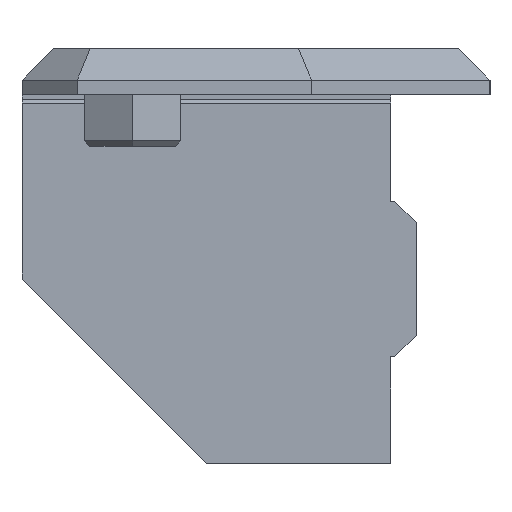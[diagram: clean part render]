
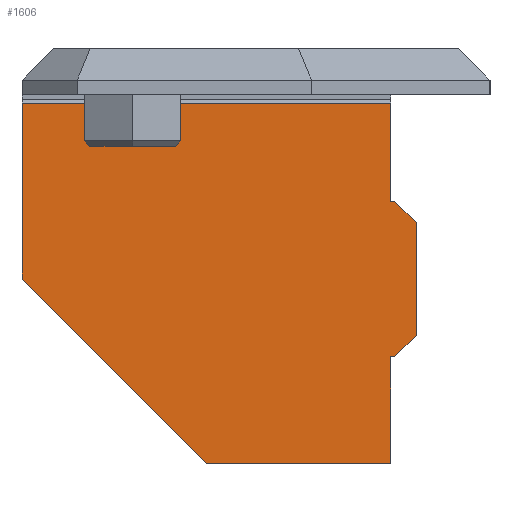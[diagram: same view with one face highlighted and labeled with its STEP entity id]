
A CAD part, front view. The second image highlights one B-rep face of the part: STEP entity #1606.
In plain terms, the highlighted planar face has unit normal (0, -1, 0).
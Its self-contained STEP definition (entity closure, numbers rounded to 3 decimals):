
#85=FACE_OUTER_BOUND('',#183,.T.);
#183=EDGE_LOOP('',(#1253,#1254,#1255,#1256,#1257,#1258,#1259,#1260,#1261,
#1262,#1263));
#250=LINE('',#2237,#462);
#255=LINE('',#2246,#467);
#267=LINE('',#2271,#479);
#361=LINE('',#2469,#573);
#362=LINE('',#2472,#574);
#364=LINE('',#2476,#576);
#365=LINE('',#2478,#577);
#366=LINE('',#2480,#578);
#367=LINE('',#2482,#579);
#368=LINE('',#2484,#580);
#369=LINE('',#2485,#581);
#462=VECTOR('',#1805,10.);
#467=VECTOR('',#1812,10.);
#479=VECTOR('',#1830,10.);
#573=VECTOR('',#2008,10.);
#574=VECTOR('',#2011,10.);
#576=VECTOR('',#2015,10.);
#577=VECTOR('',#2016,10.);
#578=VECTOR('',#2017,10.);
#579=VECTOR('',#2018,10.);
#580=VECTOR('',#2019,10.);
#581=VECTOR('',#2020,10.);
#671=VERTEX_POINT('',#2234);
#672=VERTEX_POINT('',#2236);
#675=VERTEX_POINT('',#2244);
#685=VERTEX_POINT('',#2270);
#747=VERTEX_POINT('',#2467);
#748=VERTEX_POINT('',#2471);
#749=VERTEX_POINT('',#2475);
#750=VERTEX_POINT('',#2477);
#751=VERTEX_POINT('',#2479);
#752=VERTEX_POINT('',#2481);
#753=VERTEX_POINT('',#2483);
#816=EDGE_CURVE('',#671,#672,#250,.T.);
#821=EDGE_CURVE('',#675,#671,#255,.T.);
#833=EDGE_CURVE('',#685,#672,#267,.T.);
#933=EDGE_CURVE('',#747,#685,#361,.T.);
#934=EDGE_CURVE('',#747,#748,#362,.T.);
#936=EDGE_CURVE('',#749,#675,#364,.T.);
#937=EDGE_CURVE('',#750,#749,#365,.T.);
#938=EDGE_CURVE('',#751,#750,#366,.T.);
#939=EDGE_CURVE('',#752,#751,#367,.T.);
#940=EDGE_CURVE('',#753,#752,#368,.T.);
#941=EDGE_CURVE('',#748,#753,#369,.T.);
#1253=ORIENTED_EDGE('',*,*,#816,.F.);
#1254=ORIENTED_EDGE('',*,*,#821,.F.);
#1255=ORIENTED_EDGE('',*,*,#936,.F.);
#1256=ORIENTED_EDGE('',*,*,#937,.F.);
#1257=ORIENTED_EDGE('',*,*,#938,.F.);
#1258=ORIENTED_EDGE('',*,*,#939,.F.);
#1259=ORIENTED_EDGE('',*,*,#940,.F.);
#1260=ORIENTED_EDGE('',*,*,#941,.F.);
#1261=ORIENTED_EDGE('',*,*,#934,.F.);
#1262=ORIENTED_EDGE('',*,*,#933,.T.);
#1263=ORIENTED_EDGE('',*,*,#833,.T.);
#1513=PLANE('',#1728);
#1606=ADVANCED_FACE('',(#85),#1513,.T.);
#1728=AXIS2_PLACEMENT_3D('',#2474,#2013,#2014);
#1805=DIRECTION('',(-0.707,0.,0.707));
#1812=DIRECTION('',(-1.,0.,0.));
#1830=DIRECTION('',(0.,0.,-1.));
#2008=DIRECTION('',(-1.,0.,0.));
#2011=DIRECTION('',(0.,0.,-1.));
#2013=DIRECTION('center_axis',(0.,-1.,0.));
#2014=DIRECTION('ref_axis',(-1.,0.,0.));
#2015=DIRECTION('',(0.,0.,-1.));
#2016=DIRECTION('',(-1.,0.,0.));
#2017=DIRECTION('',(-0.707,0.,-0.707));
#2018=DIRECTION('',(0.,0.,-1.));
#2019=DIRECTION('',(0.707,0.,-0.707));
#2020=DIRECTION('',(1.,0.,0.));
#2234=CARTESIAN_POINT('',(10.,14.55,-20.));
#2236=CARTESIAN_POINT('',(0.,14.55,-10.));
#2237=CARTESIAN_POINT('',(5.,14.55,-15.));
#2244=CARTESIAN_POINT('',(20.,14.55,-20.));
#2246=CARTESIAN_POINT('',(0.,14.55,-20.));
#2270=CARTESIAN_POINT('',(0.,14.55,-0.45));
#2271=CARTESIAN_POINT('',(0.,14.55,0.));
#2467=CARTESIAN_POINT('',(20.,14.55,-0.45));
#2469=CARTESIAN_POINT('',(10.,14.55,-0.45));
#2471=CARTESIAN_POINT('',(20.,14.55,-5.775));
#2472=CARTESIAN_POINT('',(20.,14.55,0.));
#2474=CARTESIAN_POINT('Origin',(20.,14.55,0.));
#2475=CARTESIAN_POINT('',(20.,14.55,-14.225));
#2476=CARTESIAN_POINT('',(20.,14.55,0.));
#2477=CARTESIAN_POINT('',(20.225,14.55,-14.225));
#2478=CARTESIAN_POINT('',(20.35,14.55,-14.225));
#2479=CARTESIAN_POINT('',(21.4,14.55,-13.05));
#2480=CARTESIAN_POINT('',(21.4,14.55,-13.05));
#2481=CARTESIAN_POINT('',(21.4,14.55,-6.95));
#2482=CARTESIAN_POINT('',(21.4,14.55,-11.525));
#2483=CARTESIAN_POINT('',(20.225,14.55,-5.775));
#2484=CARTESIAN_POINT('',(21.988,14.55,-7.538));
#2485=CARTESIAN_POINT('',(20.463,14.55,-5.775));
